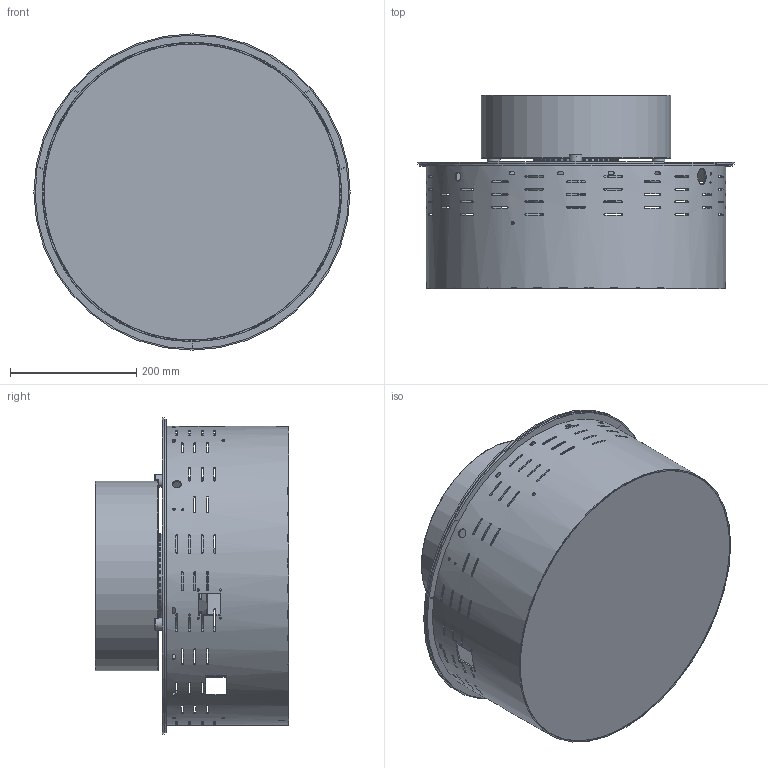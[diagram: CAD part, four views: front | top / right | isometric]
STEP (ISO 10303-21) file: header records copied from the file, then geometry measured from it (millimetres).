
FILE_DESCRIPTION (( 'STEP AP203' ), '1' );
FILE_NAME ('PJ00184-J-XX.STEP', '2019-02-27T16:59:55', ( '' ), ( '' ), 'SwSTEP 2.0', 'SolidWorks 2019', '' );
FILE_SCHEMA (( 'CONFIG_CONTROL_DESIGN' ));
Products named in the file (1): PJ00184-J-XX
Bounding box: 500 x 306 x 500 mm (x, y, z)
Volume: 2142458.9 mm3; surface area: 1737253.7 mm2
Topology: 48 solids, 48 shells, 1700 faces, 4725 edges, 3140 vertices
Faces by surface type: plane 891, bspline 585, cylinder 183, cone 25, torus 16
Full cylindrical faces by diameter (mm): 2 x4, 3.3 x3, 4 x22, 4.3 x3, 6 x1, 6.3 x1, 6.5 x9, 7 x10, 8.75 x3, 10 x3, 10.2 x2, 12 x3, 20 x3, 37 x1, 40 x1, 130 x1, 163 x1, 170 x1, 178 x1, 290 x1, 300 x1, 468.5 x1, 469 x1, 473 x2, 496 x1, 500 x1
Entity records: 80335 total; most frequent: CARTESIAN_POINT 41701, ORIENTED_EDGE 9040, DIRECTION 5640, EDGE_CURVE 4520, VERTEX_POINT 3109, EDGE_LOOP 2451, AXIS2_PLACEMENT_3D 2302, B_SPLINE_CURVE_WITH_KNOTS 2294
